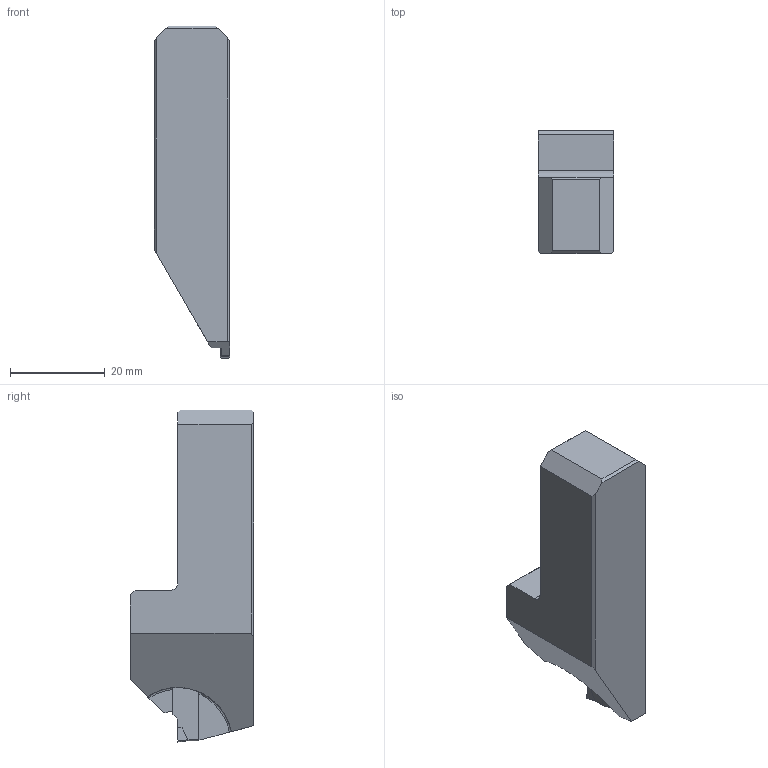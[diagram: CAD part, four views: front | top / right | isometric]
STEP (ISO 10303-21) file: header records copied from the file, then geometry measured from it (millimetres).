
FILE_DESCRIPTION(/* description */ (''),/* implementation_level */ '2;1');
FILE_NAME(/* name */ '1548665040364.stp',/* time_stamp */ '2019-01-28T14:14:24+06:00',/* author */ (''),/* organization */ ('SMS'),/* preprocessor_version */ 'ST-DEVELOPER v15',/* originating_system */ 'SIEMENS PLM Software NX 8.5',/* authorisation */ '');
FILE_SCHEMA (('AUTOMOTIVE_DESIGN { 1 0 10303 214 3 1 1 1 }'));
Length unit declared in the file: millimetre
Products named in the file (4): ASSEMBLY_CONSTRUCTION; 201539460mod000_00; 201728824mod000_00; 201728812mod000_00
Assembly tree (3 placements, depth 2):
  201728812mod000_00
    201728824mod000_00
    201539460mod000_00
    ASSEMBLY_CONSTRUCTION
Bounding box: 15.97 x 26 x 70 mm (x, y, z)
Volume: 17774.5 mm3; surface area: 5296.8 mm2
Topology: 2 solids, 2 shells, 63 faces, 178 edges, 125 vertices
Faces by surface type: plane 43, bspline 7, cylinder 6, extrusion 4, torus 3
Entity records: 2440 total; most frequent: CARTESIAN_POINT 713, ORIENTED_EDGE 354, DIRECTION 289, EDGE_CURVE 177, VECTOR 123, LINE 119, VERTEX_POINT 118, AXIS2_PLACEMENT_3D 83
